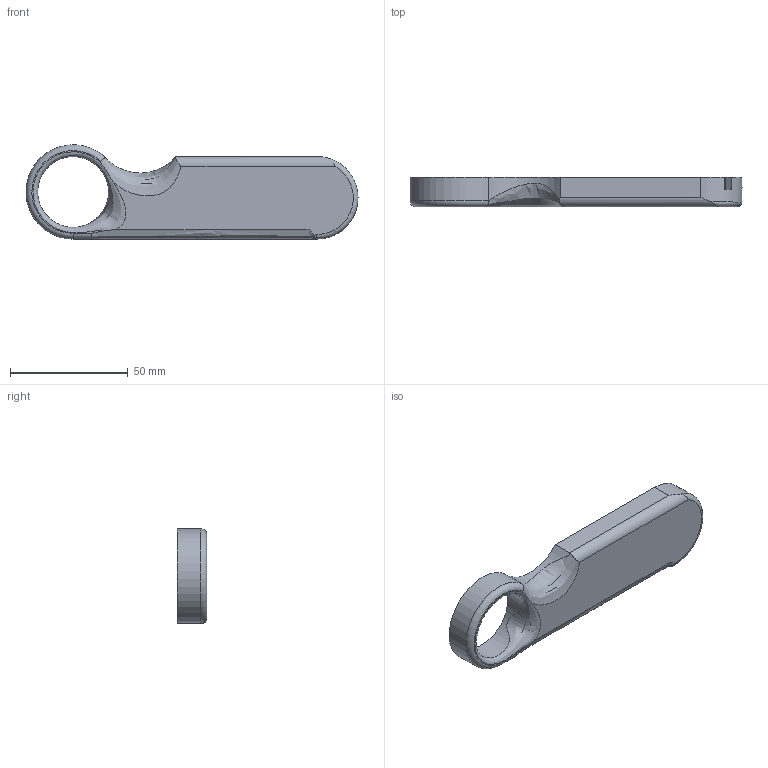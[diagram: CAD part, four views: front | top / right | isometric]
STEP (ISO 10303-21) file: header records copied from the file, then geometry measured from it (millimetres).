
FILE_DESCRIPTION(/* description */ (''),/* implementation_level */ '2;1');
FILE_NAME(/* name */ 'ScateboardRemote v12.stp',/* time_stamp */ '2025-09-12T00:19:49+02:00',/* author */ (''),/* organization */ (''),/* preprocessor_version */ 'ST-DEVELOPER v20.1',/* originating_system */ 'Autodesk Translation Framework v14.10.0.0',/* authorisation */ '');
FILE_SCHEMA (('AUTOMOTIVE_DESIGN { 1 0 10303 214 3 1 1 }'));
Length unit declared in the file: millimetre
Products named in the file (1): ScateboardRemote
Bounding box: 140.69 x 12.5 x 39.97 mm (x, y, z)
Volume: 17976.4 mm3; surface area: 15667.4 mm2
Topology: 1 solids, 1 shells, 77 faces, 198 edges, 128 vertices
Faces by surface type: plane 55, cylinder 16, bspline 4, torus 2
Full cylindrical faces by diameter (mm): 3 x4, 30 x1
Entity records: 3353 total; most frequent: CARTESIAN_POINT 1478, ORIENTED_EDGE 392, DIRECTION 352, EDGE_CURVE 196, LINE 136, VECTOR 136, VERTEX_POINT 128, AXIS2_PLACEMENT_3D 108
